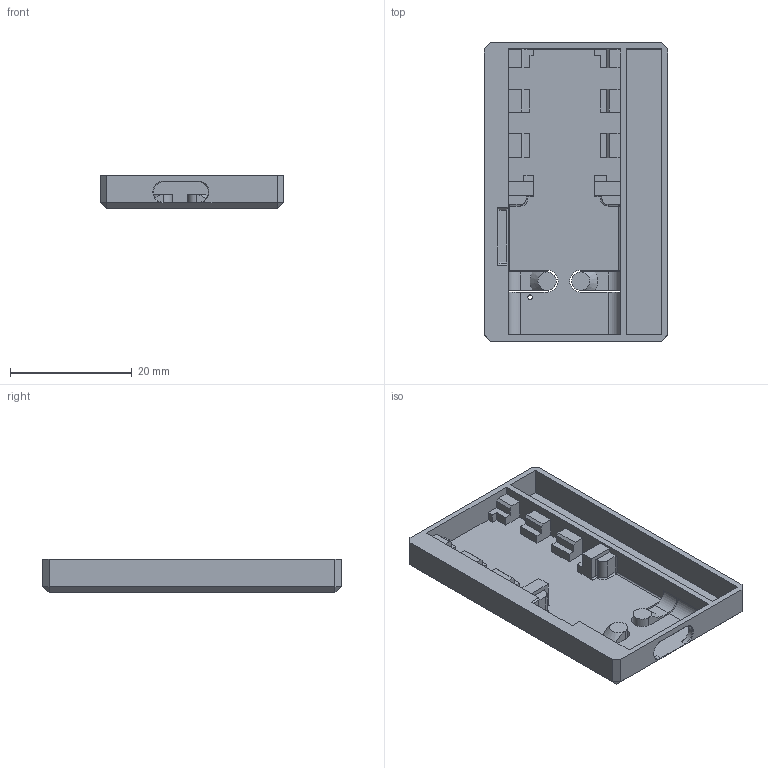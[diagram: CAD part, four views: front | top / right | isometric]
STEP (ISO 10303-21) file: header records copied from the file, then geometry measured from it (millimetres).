
FILE_DESCRIPTION(/* description */ (''),/* implementation_level */ '2;1');
FILE_NAME(/* name */ 'ESPHOME-ESP32C3-CO2-OLED-Sensor_Case_Bottom.step',/* time_stamp */ '2025-06-27T17:24:19+08:00',/* author */ (''),/* organization */ (''),/* preprocessor_version */ 'ST-DEVELOPER v20.1',/* originating_system */ 'Autodesk Translation Framework v14.10.0.0',/* authorisation */ '');
FILE_SCHEMA (('AUTOMOTIVE_DESIGN { 1 0 10303 214 3 1 1 }'));
Length unit declared in the file: millimetre
Products named in the file (2): SDC41 CO2 sensor ESP module; Case v3 OLED
Assembly tree (1 placements, depth 2):
  SDC41 CO2 sensor ESP module
    Case v3 OLED
Bounding box: 30.1 x 48.9 x 5.45 mm (x, y, z)
Volume: 3153.8 mm3; surface area: 4912.4 mm2
Topology: 1 solids, 1 shells, 164 faces, 442 edges, 278 vertices
Faces by surface type: plane 125, cylinder 27, cone 6, sphere 4, torus 2
Full cylindrical faces by diameter (mm): 0.75 x1
Entity records: 5102 total; most frequent: CARTESIAN_POINT 899, ORIENTED_EDGE 884, DIRECTION 834, EDGE_CURVE 442, LINE 372, VECTOR 372, VERTEX_POINT 278, AXIS2_PLACEMENT_3D 231
